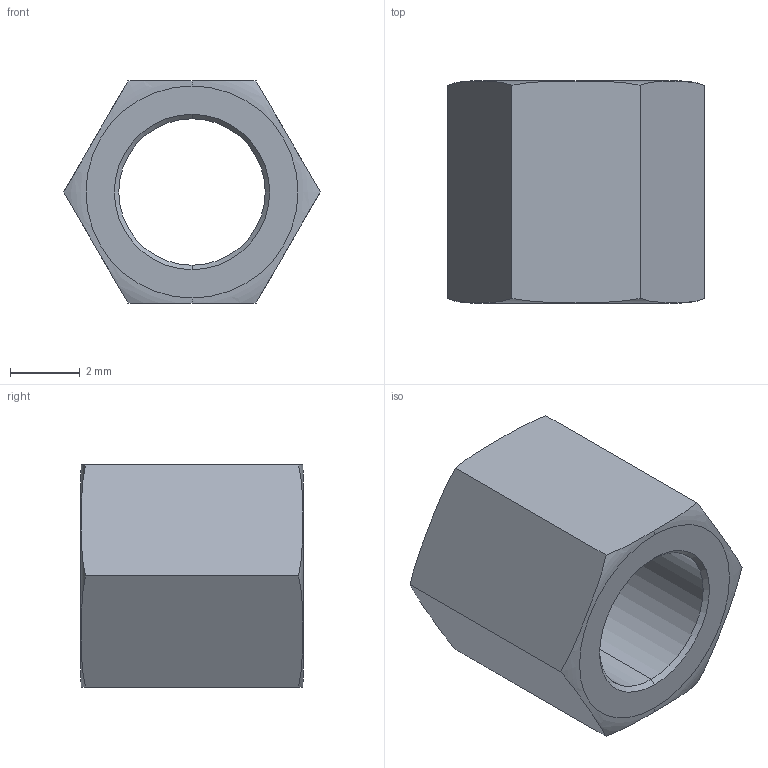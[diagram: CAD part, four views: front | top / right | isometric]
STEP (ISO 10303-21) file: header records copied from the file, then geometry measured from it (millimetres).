
FILE_DESCRIPTION (( 'STEP AP203' ), '1' );
FILE_NAME ('BEAM-0250.STEP', '2007-08-24T16:16:09', ( 'Innovation First, Inc.' ), ( 'Innovation First, Inc.' ), 'SwSTEP 2.0', 'SolidWorks 2006052', '' );
FILE_SCHEMA (( 'CONFIG_CONTROL_DESIGN' ));
Length unit declared in the file: inch
Products named in the file (1): BEAM-0250
Bounding box: 7.33 x 6.35 x 6.35 mm (x, y, z)
Volume: 133.7 mm3; surface area: 262.1 mm2
Topology: 1 solids, 1 shells, 18 faces, 44 edges, 28 vertices
Faces by surface type: plane 8, torus 4, cone 4, cylinder 2
Entity records: 695 total; most frequent: CARTESIAN_POINT 203, ORIENTED_EDGE 88, DIRECTION 82, EDGE_CURVE 44, AXIS2_PLACEMENT_3D 35, VERTEX_POINT 28, EDGE_LOOP 20, ADVANCED_FACE 18
